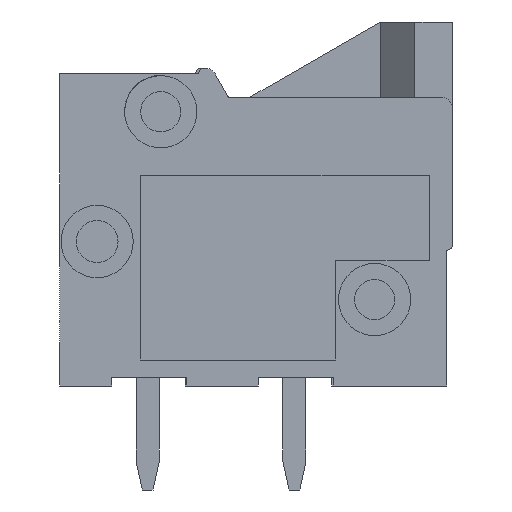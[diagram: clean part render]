
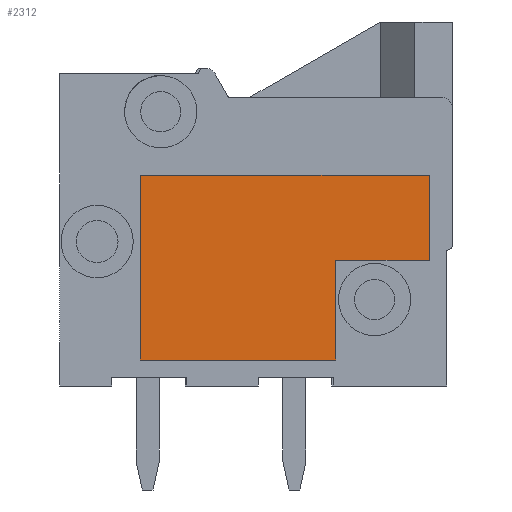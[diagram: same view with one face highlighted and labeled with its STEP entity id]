
A CAD part, left-side view. The second image highlights one B-rep face of the part: STEP entity #2312.
In plain terms, the highlighted planar face has unit normal (-1, 0, 0).
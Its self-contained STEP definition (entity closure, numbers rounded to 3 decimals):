
#72 = PLANE('',#73);
#73 = AXIS2_PLACEMENT_3D('',#74,#75,#76);
#74 = CARTESIAN_POINT('',(0.,7.158,3.097));
#75 = DIRECTION('',(-1.,0.,0.));
#76 = DIRECTION('',(0.,-1.,0.));
#825 = EDGE_CURVE('',#826,#828,#830,.T.);
#826 = VERTEX_POINT('',#827);
#827 = CARTESIAN_POINT('',(0.,0.6,4.35));
#828 = VERTEX_POINT('',#829);
#829 = CARTESIAN_POINT('',(0.,0.6,7.3));
#830 = SURFACE_CURVE('',#831,(#835,#842),.PCURVE_S1.);
#831 = LINE('',#832,#833);
#832 = CARTESIAN_POINT('',(0.,0.6,6.335));
#833 = VECTOR('',#834,1.);
#834 = DIRECTION('',(0.,0.,1.));
#835 = PCURVE('',#72,#836);
#836 = DEFINITIONAL_REPRESENTATION('',(#837),#841);
#837 = LINE('',#838,#839);
#838 = CARTESIAN_POINT('',(6.558,3.237));
#839 = VECTOR('',#840,1.);
#840 = DIRECTION('',(0.,1.));
#841 = ( GEOMETRIC_REPRESENTATION_CONTEXT(2) 
PARAMETRIC_REPRESENTATION_CONTEXT() REPRESENTATION_CONTEXT('2D SPACE',''
  ) );
#842 = PCURVE('',#843,#848);
#843 = PLANE('',#844);
#844 = AXIS2_PLACEMENT_3D('',#845,#846,#847);
#845 = CARTESIAN_POINT('',(0.,7.158,3.097));
#846 = DIRECTION('',(-1.,0.,0.));
#847 = DIRECTION('',(0.,-1.,0.));
#848 = DEFINITIONAL_REPRESENTATION('',(#849),#853);
#849 = LINE('',#850,#851);
#850 = CARTESIAN_POINT('',(6.558,3.237));
#851 = VECTOR('',#852,1.);
#852 = DIRECTION('',(0.,1.));
#853 = ( GEOMETRIC_REPRESENTATION_CONTEXT(2) 
PARAMETRIC_REPRESENTATION_CONTEXT() REPRESENTATION_CONTEXT('2D SPACE',''
  ) );
#855 = EDGE_CURVE('',#856,#826,#858,.T.);
#856 = VERTEX_POINT('',#857);
#857 = CARTESIAN_POINT('',(0.,3.844,4.35));
#858 = SURFACE_CURVE('',#859,(#863,#870),.PCURVE_S1.);
#859 = LINE('',#860,#861);
#860 = CARTESIAN_POINT('',(0.,5.915,4.35));
#861 = VECTOR('',#862,1.);
#862 = DIRECTION('',(0.,-1.,0.));
#863 = PCURVE('',#72,#864);
#864 = DEFINITIONAL_REPRESENTATION('',(#865),#869);
#865 = LINE('',#866,#867);
#866 = CARTESIAN_POINT('',(1.244,1.253));
#867 = VECTOR('',#868,1.);
#868 = DIRECTION('',(1.,0.));
#869 = ( GEOMETRIC_REPRESENTATION_CONTEXT(2) 
PARAMETRIC_REPRESENTATION_CONTEXT() REPRESENTATION_CONTEXT('2D SPACE',''
  ) );
#870 = PCURVE('',#843,#871);
#871 = DEFINITIONAL_REPRESENTATION('',(#872),#876);
#872 = LINE('',#873,#874);
#873 = CARTESIAN_POINT('',(1.244,1.253));
#874 = VECTOR('',#875,1.);
#875 = DIRECTION('',(1.,0.));
#876 = ( GEOMETRIC_REPRESENTATION_CONTEXT(2) 
PARAMETRIC_REPRESENTATION_CONTEXT() REPRESENTATION_CONTEXT('2D SPACE',''
  ) );
#878 = EDGE_CURVE('',#879,#856,#881,.T.);
#879 = VERTEX_POINT('',#880);
#880 = CARTESIAN_POINT('',(0.,3.844,0.9));
#881 = SURFACE_CURVE('',#882,(#886,#893),.PCURVE_S1.);
#882 = LINE('',#883,#884);
#883 = CARTESIAN_POINT('',(0.,3.844,6.335));
#884 = VECTOR('',#885,1.);
#885 = DIRECTION('',(0.,0.,1.));
#886 = PCURVE('',#72,#887);
#887 = DEFINITIONAL_REPRESENTATION('',(#888),#892);
#888 = LINE('',#889,#890);
#889 = CARTESIAN_POINT('',(3.314,3.237));
#890 = VECTOR('',#891,1.);
#891 = DIRECTION('',(0.,1.));
#892 = ( GEOMETRIC_REPRESENTATION_CONTEXT(2) 
PARAMETRIC_REPRESENTATION_CONTEXT() REPRESENTATION_CONTEXT('2D SPACE',''
  ) );
#893 = PCURVE('',#843,#894);
#894 = DEFINITIONAL_REPRESENTATION('',(#895),#899);
#895 = LINE('',#896,#897);
#896 = CARTESIAN_POINT('',(3.314,3.237));
#897 = VECTOR('',#898,1.);
#898 = DIRECTION('',(0.,1.));
#899 = ( GEOMETRIC_REPRESENTATION_CONTEXT(2) 
PARAMETRIC_REPRESENTATION_CONTEXT() REPRESENTATION_CONTEXT('2D SPACE',''
  ) );
#901 = EDGE_CURVE('',#902,#879,#904,.T.);
#902 = VERTEX_POINT('',#903);
#903 = CARTESIAN_POINT('',(0.,10.6,0.9));
#904 = SURFACE_CURVE('',#905,(#909,#916),.PCURVE_S1.);
#905 = LINE('',#906,#907);
#906 = CARTESIAN_POINT('',(0.,5.915,0.9));
#907 = VECTOR('',#908,1.);
#908 = DIRECTION('',(0.,-1.,0.));
#909 = PCURVE('',#72,#910);
#910 = DEFINITIONAL_REPRESENTATION('',(#911),#915);
#911 = LINE('',#912,#913);
#912 = CARTESIAN_POINT('',(1.244,-2.197));
#913 = VECTOR('',#914,1.);
#914 = DIRECTION('',(1.,0.));
#915 = ( GEOMETRIC_REPRESENTATION_CONTEXT(2) 
PARAMETRIC_REPRESENTATION_CONTEXT() REPRESENTATION_CONTEXT('2D SPACE',''
  ) );
#916 = PCURVE('',#843,#917);
#917 = DEFINITIONAL_REPRESENTATION('',(#918),#922);
#918 = LINE('',#919,#920);
#919 = CARTESIAN_POINT('',(1.244,-2.197));
#920 = VECTOR('',#921,1.);
#921 = DIRECTION('',(1.,0.));
#922 = ( GEOMETRIC_REPRESENTATION_CONTEXT(2) 
PARAMETRIC_REPRESENTATION_CONTEXT() REPRESENTATION_CONTEXT('2D SPACE',''
  ) );
#924 = EDGE_CURVE('',#925,#902,#927,.T.);
#925 = VERTEX_POINT('',#926);
#926 = CARTESIAN_POINT('',(0.,10.6,7.3));
#927 = SURFACE_CURVE('',#928,(#932,#939),.PCURVE_S1.);
#928 = LINE('',#929,#930);
#929 = CARTESIAN_POINT('',(0.,10.6,6.335));
#930 = VECTOR('',#931,1.);
#931 = DIRECTION('',(0.,0.,-1.));
#932 = PCURVE('',#72,#933);
#933 = DEFINITIONAL_REPRESENTATION('',(#934),#938);
#934 = LINE('',#935,#936);
#935 = CARTESIAN_POINT('',(-3.442,3.237));
#936 = VECTOR('',#937,1.);
#937 = DIRECTION('',(0.,-1.));
#938 = ( GEOMETRIC_REPRESENTATION_CONTEXT(2) 
PARAMETRIC_REPRESENTATION_CONTEXT() REPRESENTATION_CONTEXT('2D SPACE',''
  ) );
#939 = PCURVE('',#843,#940);
#940 = DEFINITIONAL_REPRESENTATION('',(#941),#945);
#941 = LINE('',#942,#943);
#942 = CARTESIAN_POINT('',(-3.442,3.237));
#943 = VECTOR('',#944,1.);
#944 = DIRECTION('',(0.,-1.));
#945 = ( GEOMETRIC_REPRESENTATION_CONTEXT(2) 
PARAMETRIC_REPRESENTATION_CONTEXT() REPRESENTATION_CONTEXT('2D SPACE',''
  ) );
#947 = EDGE_CURVE('',#828,#925,#948,.T.);
#948 = SURFACE_CURVE('',#949,(#953,#960),.PCURVE_S1.);
#949 = LINE('',#950,#951);
#950 = CARTESIAN_POINT('',(0.,5.915,7.3));
#951 = VECTOR('',#952,1.);
#952 = DIRECTION('',(0.,1.,0.));
#953 = PCURVE('',#72,#954);
#954 = DEFINITIONAL_REPRESENTATION('',(#955),#959);
#955 = LINE('',#956,#957);
#956 = CARTESIAN_POINT('',(1.244,4.203));
#957 = VECTOR('',#958,1.);
#958 = DIRECTION('',(-1.,0.));
#959 = ( GEOMETRIC_REPRESENTATION_CONTEXT(2) 
PARAMETRIC_REPRESENTATION_CONTEXT() REPRESENTATION_CONTEXT('2D SPACE',''
  ) );
#960 = PCURVE('',#843,#961);
#961 = DEFINITIONAL_REPRESENTATION('',(#962),#966);
#962 = LINE('',#963,#964);
#963 = CARTESIAN_POINT('',(1.244,4.203));
#964 = VECTOR('',#965,1.);
#965 = DIRECTION('',(-1.,0.));
#966 = ( GEOMETRIC_REPRESENTATION_CONTEXT(2) 
PARAMETRIC_REPRESENTATION_CONTEXT() REPRESENTATION_CONTEXT('2D SPACE',''
  ) );
#2312 = ADVANCED_FACE('',(#2313),#843,.T.);
#2313 = FACE_BOUND('',#2314,.T.);
#2314 = EDGE_LOOP('',(#2315,#2316,#2317,#2318,#2319,#2320));
#2315 = ORIENTED_EDGE('',*,*,#825,.T.);
#2316 = ORIENTED_EDGE('',*,*,#947,.T.);
#2317 = ORIENTED_EDGE('',*,*,#924,.T.);
#2318 = ORIENTED_EDGE('',*,*,#901,.T.);
#2319 = ORIENTED_EDGE('',*,*,#878,.T.);
#2320 = ORIENTED_EDGE('',*,*,#855,.T.);
